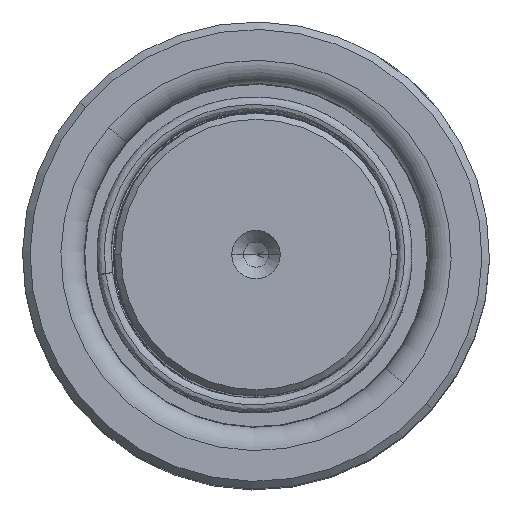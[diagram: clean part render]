
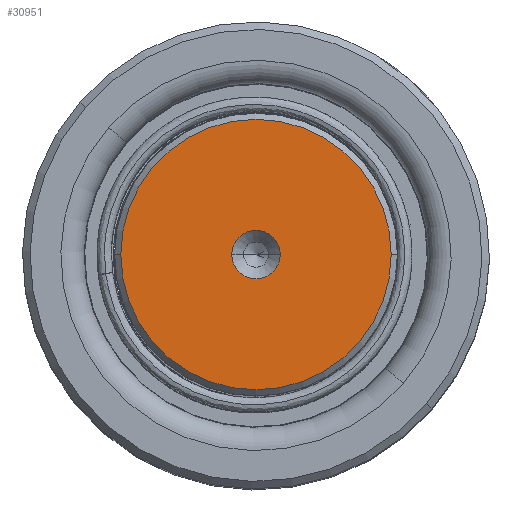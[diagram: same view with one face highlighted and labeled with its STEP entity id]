
A CAD part, top view. The second image highlights one B-rep face of the part: STEP entity #30951.
In plain terms, the highlighted planar face has unit normal (0, 0, 1).
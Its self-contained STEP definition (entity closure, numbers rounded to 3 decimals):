
#1455 = EDGE_CURVE ( 'NONE', #23161, #5634, #58150, .T. ) ;
#2124 = CARTESIAN_POINT ( 'NONE',  ( 0., 0., 180. ) ) ;
#4846 = FACE_OUTER_BOUND ( 'NONE', #7768, .T. ) ;
#5519 = ORIENTED_EDGE ( 'NONE', *, *, #1455, .T. ) ;
#5634 = VERTEX_POINT ( 'NONE', #7282 ) ;
#5728 = DIRECTION ( 'NONE',  ( 1., 0., 0. ) ) ;
#5944 = CARTESIAN_POINT ( 'NONE',  ( 0., 0., 180. ) ) ;
#6227 = DIRECTION ( 'NONE',  ( 0., 0., 1. ) ) ;
#7282 = CARTESIAN_POINT ( 'NONE',  ( -21.514, 0., 180. ) ) ;
#7768 = EDGE_LOOP ( 'NONE', ( #19063, #5519 ) ) ;
#8198 = EDGE_CURVE ( 'NONE', #5634, #23161, #58783, .T. ) ;
#9319 = CARTESIAN_POINT ( 'NONE',  ( 21.514, 0., 180. ) ) ;
#11610 = FACE_BOUND ( 'NONE', #46521, .T. ) ;
#16526 = CARTESIAN_POINT ( 'NONE',  ( -3.85, 0., 180. ) ) ;
#19063 = ORIENTED_EDGE ( 'NONE', *, *, #8198, .T. ) ;
#21302 = DIRECTION ( 'NONE',  ( 0., 0., 1. ) ) ;
#23161 = VERTEX_POINT ( 'NONE', #9319 ) ;
#25809 = AXIS2_PLACEMENT_3D ( 'NONE', #5944, #53783, #5728 ) ;
#26988 = VERTEX_POINT ( 'NONE', #61809 ) ;
#28165 = DIRECTION ( 'NONE',  ( 0., 0., 1. ) ) ;
#28904 = AXIS2_PLACEMENT_3D ( 'NONE', #54626, #49338, #35014 ) ;
#29439 = AXIS2_PLACEMENT_3D ( 'NONE', #2124, #21302, #49289 ) ;
#29599 = DIRECTION ( 'NONE',  ( 1., 0., 0. ) ) ;
#30007 = CARTESIAN_POINT ( 'NONE',  ( 0., 0., 180. ) ) ;
#30951 = ADVANCED_FACE ( 'NONE', ( #11610, #4846 ), #35208, .T. ) ;
#33115 = EDGE_CURVE ( 'NONE', #26988, #60789, #50796, .T. ) ;
#33220 = AXIS2_PLACEMENT_3D ( 'NONE', #37831, #28165, #61450 ) ;
#35014 = DIRECTION ( 'NONE',  ( 1., 0., 0. ) ) ;
#35208 = PLANE ( 'NONE',  #25809 ) ;
#35657 = ORIENTED_EDGE ( 'NONE', *, *, #48745, .F. ) ;
#36424 = ORIENTED_EDGE ( 'NONE', *, *, #33115, .F. ) ;
#37831 = CARTESIAN_POINT ( 'NONE',  ( 0., 0., 180. ) ) ;
#46398 = AXIS2_PLACEMENT_3D ( 'NONE', #30007, #6227, #29599 ) ;
#46521 = EDGE_LOOP ( 'NONE', ( #36424, #35657 ) ) ;
#48745 = EDGE_CURVE ( 'NONE', #60789, #26988, #61205, .T. ) ;
#49289 = DIRECTION ( 'NONE',  ( 1., 0., 0. ) ) ;
#49338 = DIRECTION ( 'NONE',  ( 0., 0., 1. ) ) ;
#50796 = CIRCLE ( 'NONE', #29439, 3.85 ) ;
#53783 = DIRECTION ( 'NONE',  ( 0., 0., 1. ) ) ;
#54626 = CARTESIAN_POINT ( 'NONE',  ( 0., 0., 180. ) ) ;
#58150 = CIRCLE ( 'NONE', #46398, 21.514 ) ;
#58783 = CIRCLE ( 'NONE', #33220, 21.514 ) ;
#60789 = VERTEX_POINT ( 'NONE', #16526 ) ;
#61205 = CIRCLE ( 'NONE', #28904, 3.85 ) ;
#61450 = DIRECTION ( 'NONE',  ( 1., 0., 0. ) ) ;
#61809 = CARTESIAN_POINT ( 'NONE',  ( 3.85, 0., 180. ) ) ;
